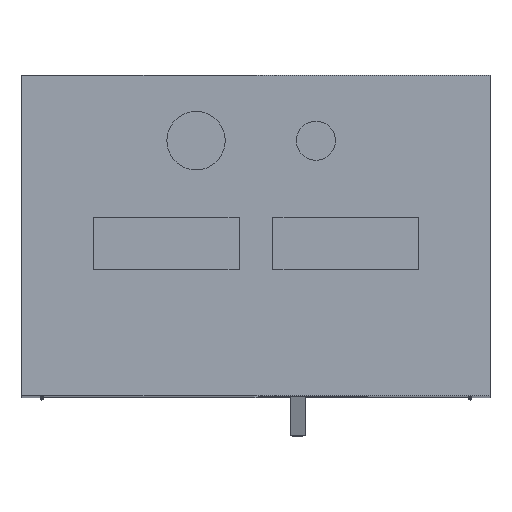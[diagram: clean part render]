
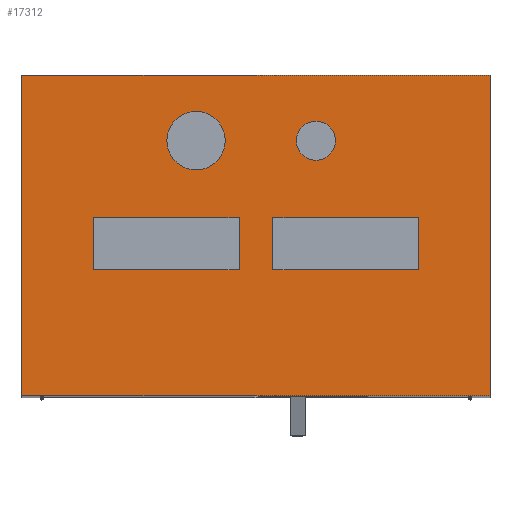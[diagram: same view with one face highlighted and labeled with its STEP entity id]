
A CAD part, top view. The second image highlights one B-rep face of the part: STEP entity #17312.
In plain terms, the highlighted planar face has unit normal (0, 0, 1).
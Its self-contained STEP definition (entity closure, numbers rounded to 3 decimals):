
#447=CIRCLE('',#18387,40.);
#449=CIRCLE('',#18391,37.5);
#602=FACE_BOUND('',#1793,.T.);
#603=FACE_BOUND('',#1794,.T.);
#604=FACE_BOUND('',#1795,.T.);
#605=FACE_BOUND('',#1796,.T.);
#817=FACE_OUTER_BOUND('',#1792,.T.);
#1792=EDGE_LOOP('',(#11157,#11158,#11159,#11160));
#1793=EDGE_LOOP('',(#11161,#11162,#11163,#11164));
#1794=EDGE_LOOP('',(#11165,#11166,#11167,#11168));
#1795=EDGE_LOOP('',(#11169));
#1796=EDGE_LOOP('',(#11170));
#2924=LINE('',#23460,#4931);
#2928=LINE('',#23468,#4935);
#2931=LINE('',#23474,#4938);
#2934=LINE('',#23479,#4941);
#2936=LINE('',#23485,#4943);
#2940=LINE('',#23493,#4947);
#2943=LINE('',#23499,#4950);
#2946=LINE('',#23504,#4953);
#2966=LINE('',#23559,#4973);
#2970=LINE('',#23566,#4977);
#2971=LINE('',#23569,#4978);
#2972=LINE('',#23570,#4979);
#4931=VECTOR('',#19560,10.);
#4935=VECTOR('',#19566,10.);
#4938=VECTOR('',#19571,10.);
#4941=VECTOR('',#19576,10.);
#4943=VECTOR('',#19582,10.);
#4947=VECTOR('',#19588,10.);
#4950=VECTOR('',#19593,10.);
#4953=VECTOR('',#19598,10.);
#4973=VECTOR('',#19656,10.);
#4977=VECTOR('',#19662,10.);
#4978=VECTOR('',#19665,10.);
#4979=VECTOR('',#19666,10.);
#6888=VERTEX_POINT('',#23458);
#6889=VERTEX_POINT('',#23459);
#6892=VERTEX_POINT('',#23467);
#6894=VERTEX_POINT('',#23473);
#6896=VERTEX_POINT('',#23483);
#6897=VERTEX_POINT('',#23484);
#6900=VERTEX_POINT('',#23492);
#6902=VERTEX_POINT('',#23498);
#6905=VERTEX_POINT('',#23510);
#6907=VERTEX_POINT('',#23516);
#6918=VERTEX_POINT('',#23556);
#6919=VERTEX_POINT('',#23558);
#6921=VERTEX_POINT('',#23564);
#6922=VERTEX_POINT('',#23568);
#8514=EDGE_CURVE('',#6888,#6889,#2924,.T.);
#8518=EDGE_CURVE('',#6892,#6888,#2928,.T.);
#8521=EDGE_CURVE('',#6894,#6892,#2931,.T.);
#8524=EDGE_CURVE('',#6889,#6894,#2934,.T.);
#8526=EDGE_CURVE('',#6896,#6897,#2936,.T.);
#8530=EDGE_CURVE('',#6900,#6896,#2940,.T.);
#8533=EDGE_CURVE('',#6902,#6900,#2943,.T.);
#8536=EDGE_CURVE('',#6897,#6902,#2946,.T.);
#8539=EDGE_CURVE('',#6905,#6905,#447,.T.);
#8541=EDGE_CURVE('',#6907,#6907,#449,.T.);
#8560=EDGE_CURVE('',#6918,#6919,#2966,.T.);
#8564=EDGE_CURVE('',#6918,#6921,#2970,.T.);
#8565=EDGE_CURVE('',#6922,#6921,#2971,.T.);
#8566=EDGE_CURVE('',#6919,#6922,#2972,.T.);
#11157=ORIENTED_EDGE('',*,*,#8564,.T.);
#11158=ORIENTED_EDGE('',*,*,#8565,.F.);
#11159=ORIENTED_EDGE('',*,*,#8566,.F.);
#11160=ORIENTED_EDGE('',*,*,#8560,.F.);
#11161=ORIENTED_EDGE('',*,*,#8514,.T.);
#11162=ORIENTED_EDGE('',*,*,#8524,.T.);
#11163=ORIENTED_EDGE('',*,*,#8521,.T.);
#11164=ORIENTED_EDGE('',*,*,#8518,.T.);
#11165=ORIENTED_EDGE('',*,*,#8526,.T.);
#11166=ORIENTED_EDGE('',*,*,#8536,.T.);
#11167=ORIENTED_EDGE('',*,*,#8533,.T.);
#11168=ORIENTED_EDGE('',*,*,#8530,.T.);
#11169=ORIENTED_EDGE('',*,*,#8539,.T.);
#11170=ORIENTED_EDGE('',*,*,#8541,.T.);
#15606=PLANE('',#18404);
#17312=ADVANCED_FACE('',(#817,#602,#603,#604,#605),#15606,.T.);
#18387=AXIS2_PLACEMENT_3D('',#23511,#19606,#19607);
#18391=AXIS2_PLACEMENT_3D('',#23517,#19614,#19615);
#18404=AXIS2_PLACEMENT_3D('',#23567,#19663,#19664);
#19560=DIRECTION('',(0.,1.,0.));
#19566=DIRECTION('',(-1.,0.,0.));
#19571=DIRECTION('',(0.,-1.,0.));
#19576=DIRECTION('',(1.,0.,0.));
#19582=DIRECTION('',(0.,1.,0.));
#19588=DIRECTION('',(-1.,0.,0.));
#19593=DIRECTION('',(0.,-1.,0.));
#19598=DIRECTION('',(1.,0.,0.));
#19606=DIRECTION('center_axis',(0.,0.,-1.));
#19607=DIRECTION('ref_axis',(-1.,0.,0.));
#19614=DIRECTION('center_axis',(0.,0.,-1.));
#19615=DIRECTION('ref_axis',(-1.,0.,0.));
#19656=DIRECTION('',(1.,0.,0.));
#19662=DIRECTION('',(0.,-1.,0.));
#19663=DIRECTION('center_axis',(0.,0.,1.));
#19664=DIRECTION('ref_axis',(-1.,0.,0.));
#19665=DIRECTION('',(-1.,0.,0.));
#19666=DIRECTION('',(0.,-1.,0.));
#23458=CARTESIAN_POINT('',(-312.501,-65.5,1025.125));
#23459=CARTESIAN_POINT('',(-312.501,34.5,1025.125));
#23460=CARTESIAN_POINT('',(-312.501,-32.75,1025.125));
#23467=CARTESIAN_POINT('',(-32.501,-65.5,1025.125));
#23468=CARTESIAN_POINT('',(208.276,-65.5,1025.125));
#23473=CARTESIAN_POINT('',(-32.501,34.5,1025.125));
#23474=CARTESIAN_POINT('',(-32.501,17.25,1025.125));
#23479=CARTESIAN_POINT('',(68.276,34.5,1025.125));
#23483=CARTESIAN_POINT('',(32.5,-65.5,1025.125));
#23484=CARTESIAN_POINT('',(32.5,34.5,1025.125));
#23485=CARTESIAN_POINT('',(32.5,-32.75,1025.125));
#23492=CARTESIAN_POINT('',(312.501,-65.5,1025.125));
#23493=CARTESIAN_POINT('',(380.777,-65.5,1025.125));
#23498=CARTESIAN_POINT('',(312.501,34.5,1025.125));
#23499=CARTESIAN_POINT('',(312.501,17.25,1025.125));
#23504=CARTESIAN_POINT('',(240.777,34.5,1025.125));
#23510=CARTESIAN_POINT('',(-75.001,182.,1025.125));
#23511=CARTESIAN_POINT('Origin',(-115.001,182.,1025.125));
#23516=CARTESIAN_POINT('',(152.501,182.,1025.125));
#23517=CARTESIAN_POINT('Origin',(115.001,182.,1025.125));
#23556=CARTESIAN_POINT('',(-449.053,307.75,1025.125));
#23558=CARTESIAN_POINT('',(449.053,307.75,1025.125));
#23559=CARTESIAN_POINT('',(449.053,307.75,1025.125));
#23564=CARTESIAN_POINT('',(-449.053,-307.75,1025.125));
#23566=CARTESIAN_POINT('',(-449.053,0.,1025.125));
#23567=CARTESIAN_POINT('Origin',(449.053,0.,1025.125));
#23568=CARTESIAN_POINT('',(449.053,-307.75,1025.125));
#23569=CARTESIAN_POINT('',(449.053,-307.75,1025.125));
#23570=CARTESIAN_POINT('',(449.053,0.,1025.125));
